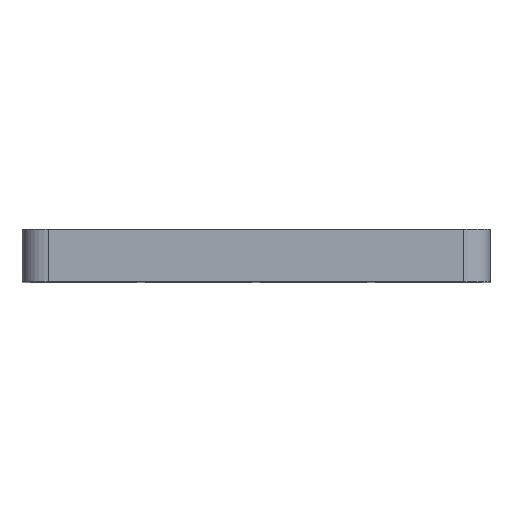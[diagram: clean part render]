
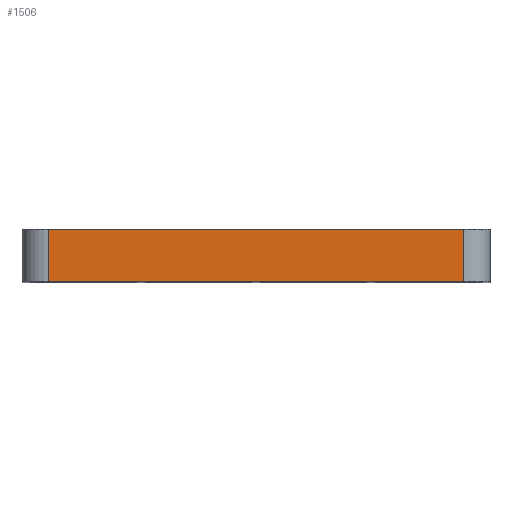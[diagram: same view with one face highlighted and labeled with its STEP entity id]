
A CAD part, top view. The second image highlights one B-rep face of the part: STEP entity #1506.
In plain terms, the highlighted planar face has unit normal (0, 0, 1).
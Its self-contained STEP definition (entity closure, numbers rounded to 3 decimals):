
#496=CARTESIAN_POINT('',(236.0,-3.0,298.0));
#497=VERTEX_POINT('',#496);
#505=CARTESIAN_POINT('',(-236.0,-3.0,298.0));
#506=VERTEX_POINT('',#505);
#507=CARTESIAN_POINT('',(236.0,-3.0,298.0));
#508=DIRECTION('',(-1.0,0.0,0.0));
#509=VECTOR('',#508,472.0);
#510=LINE('',#507,#509);
#511=EDGE_CURVE('',#497,#506,#510,.T.);
#854=CARTESIAN_POINT('',(-236.0,57.0,298.0));
#855=VERTEX_POINT('',#854);
#863=CARTESIAN_POINT('',(236.0,57.0,298.0));
#864=VERTEX_POINT('',#863);
#865=CARTESIAN_POINT('',(-236.0,57.0,298.0));
#866=DIRECTION('',(1.0,0.0,0.0));
#867=VECTOR('',#866,472.0);
#868=LINE('',#865,#867);
#869=EDGE_CURVE('',#855,#864,#868,.T.);
#1430=CARTESIAN_POINT('',(236.0,57.0,298.0));
#1431=DIRECTION('',(0.0,-1.0,0.0));
#1432=VECTOR('',#1431,60.0);
#1433=LINE('',#1430,#1432);
#1434=EDGE_CURVE('',#864,#497,#1433,.T.);
#1486=CARTESIAN_POINT('',(-236.0,-3.0,298.0));
#1487=DIRECTION('',(0.0,1.0,0.0));
#1488=VECTOR('',#1487,60.0);
#1489=LINE('',#1486,#1488);
#1490=EDGE_CURVE('',#506,#855,#1489,.T.);
#1495=CARTESIAN_POINT('',(-266.0,0.0,298.0));
#1496=DIRECTION('',(0.0,0.0,1.0));
#1497=DIRECTION('',(1.0,0.0,0.0));
#1498=AXIS2_PLACEMENT_3D('',#1495,#1496,#1497);
#1499=PLANE('',#1498);
#1500=ORIENTED_EDGE('',*,*,#1434,.F.);
#1501=ORIENTED_EDGE('',*,*,#869,.F.);
#1502=ORIENTED_EDGE('',*,*,#1490,.F.);
#1503=ORIENTED_EDGE('',*,*,#511,.F.);
#1504=EDGE_LOOP('',(#1500,#1501,#1502,#1503));
#1505=FACE_OUTER_BOUND('',#1504,.T.);
#1506=ADVANCED_FACE('',(#1505),#1499,.T.);
